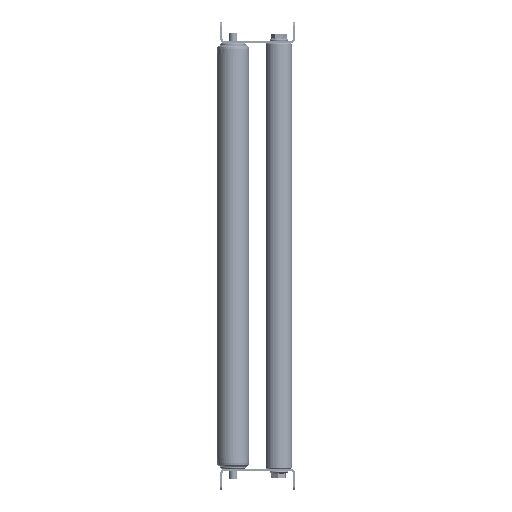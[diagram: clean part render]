
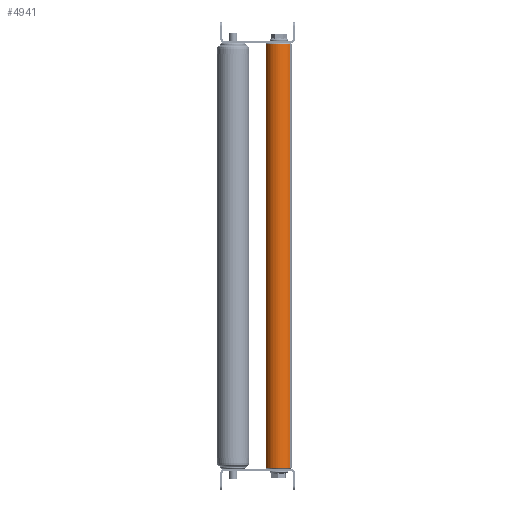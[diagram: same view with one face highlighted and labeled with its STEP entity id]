
A CAD part, left-side view. The second image highlights one B-rep face of the part: STEP entity #4941.
In plain terms, the highlighted cylindrical face has radius 12.5 mm (diameter 25 mm), a partial arc.
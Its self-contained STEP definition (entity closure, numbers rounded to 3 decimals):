
#1590 = CARTESIAN_POINT ( 'NONE',  ( 399., 0., 12.5 ) ) ;
#4087 = DIRECTION ( 'NONE',  ( 0., 0., -1. ) ) ;
#4250 = DIRECTION ( 'NONE',  ( 0., 0., 1. ) ) ;
#4941 = ADVANCED_FACE ( 'NONE', ( #28218 ), #34359, .T. ) ;
#5153 = DIRECTION ( 'NONE',  ( -1., 0., 0. ) ) ;
#6381 = EDGE_CURVE ( 'NONE', #40539, #11275, #19933, .T. ) ;
#8166 = DIRECTION ( 'NONE',  ( -1., 0., 0. ) ) ;
#9591 = ORIENTED_EDGE ( 'NONE', *, *, #22562, .T. ) ;
#10048 = CARTESIAN_POINT ( 'NONE',  ( 1., 0., -12.5 ) ) ;
#10076 = VECTOR ( 'NONE', #8166, 1000. ) ;
#10148 = CIRCLE ( 'NONE', #31825, 12.5 ) ;
#11275 = VERTEX_POINT ( 'NONE', #19429 ) ;
#11746 = DIRECTION ( 'NONE',  ( 1., 0., 0. ) ) ;
#14916 = DIRECTION ( 'NONE',  ( 0., 0., -1. ) ) ;
#16342 = EDGE_CURVE ( 'NONE', #11275, #18644, #41890, .T. ) ;
#16770 = VECTOR ( 'NONE', #34519, 1000. ) ;
#17552 = LINE ( 'NONE', #24994, #16770 ) ;
#18644 = VERTEX_POINT ( 'NONE', #10048 ) ;
#19229 = VERTEX_POINT ( 'NONE', #23670 ) ;
#19429 = CARTESIAN_POINT ( 'NONE',  ( 399., 0., -12.5 ) ) ;
#19933 = CIRCLE ( 'NONE', #24255, 12.5 ) ;
#20079 = ORIENTED_EDGE ( 'NONE', *, *, #33763, .F. ) ;
#20715 = EDGE_LOOP ( 'NONE', ( #21479, #21496, #9591, #20079 ) ) ;
#21307 = CARTESIAN_POINT ( 'NONE',  ( 400., 0., -12.5 ) ) ;
#21479 = ORIENTED_EDGE ( 'NONE', *, *, #6381, .T. ) ;
#21496 = ORIENTED_EDGE ( 'NONE', *, *, #16342, .T. ) ;
#22562 = EDGE_CURVE ( 'NONE', #18644, #19229, #10148, .T. ) ;
#23670 = CARTESIAN_POINT ( 'NONE',  ( 1., 0., 12.5 ) ) ;
#24255 = AXIS2_PLACEMENT_3D ( 'NONE', #28895, #5153, #4087 ) ;
#24994 = CARTESIAN_POINT ( 'NONE',  ( 400., 0., 12.5 ) ) ;
#25780 = CARTESIAN_POINT ( 'NONE',  ( 1., 0., 0. ) ) ;
#28218 = FACE_OUTER_BOUND ( 'NONE', #20715, .T. ) ;
#28895 = CARTESIAN_POINT ( 'NONE',  ( 399., 0., 0. ) ) ;
#31825 = AXIS2_PLACEMENT_3D ( 'NONE', #25780, #11746, #14916 ) ;
#33763 = EDGE_CURVE ( 'NONE', #40539, #19229, #17552, .T. ) ;
#34359 = CYLINDRICAL_SURFACE ( 'NONE', #37862, 12.5 ) ;
#34519 = DIRECTION ( 'NONE',  ( -1., 0., 0. ) ) ;
#35249 = DIRECTION ( 'NONE',  ( -1., 0., 0. ) ) ;
#37862 = AXIS2_PLACEMENT_3D ( 'NONE', #42030, #35249, #4250 ) ;
#40539 = VERTEX_POINT ( 'NONE', #1590 ) ;
#41890 = LINE ( 'NONE', #21307, #10076 ) ;
#42030 = CARTESIAN_POINT ( 'NONE',  ( 400., 0., 0. ) ) ;
